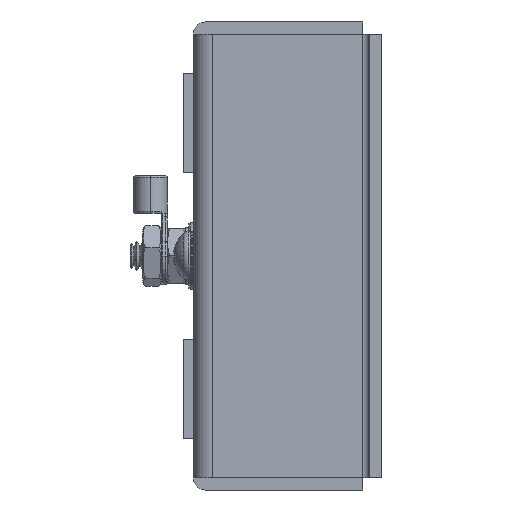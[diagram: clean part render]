
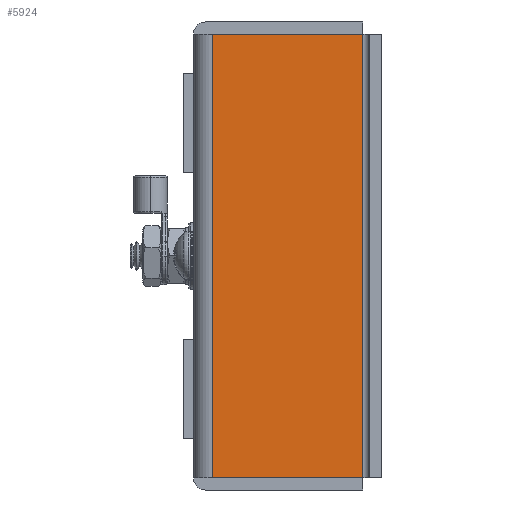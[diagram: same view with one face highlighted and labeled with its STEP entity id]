
A CAD part, left-side view. The second image highlights one B-rep face of the part: STEP entity #5924.
In plain terms, the highlighted planar face has unit normal (-1, 0, 0).
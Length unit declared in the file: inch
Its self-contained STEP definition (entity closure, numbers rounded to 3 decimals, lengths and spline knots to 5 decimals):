
#237 = FACE_OUTER_BOUND ( 'NONE', #23294, .T. ) ;
#1631 = ORIENTED_EDGE ( 'NONE', *, *, #16125, .T. ) ;
#1632 = ORIENTED_EDGE ( 'NONE', *, *, #16245, .F. ) ;
#1633 = ORIENTED_EDGE ( 'NONE', *, *, #16132, .F. ) ;
#1634 = ORIENTED_EDGE ( 'NONE', *, *, #16197, .T. ) ;
#2946 = DIRECTION ( 'NONE',  ( 0., 0., -1. ) ) ;
#2954 = CARTESIAN_POINT ( 'NONE',  ( -1.6, -0.125, 1.475 ) ) ;
#2972 = CARTESIAN_POINT ( 'NONE',  ( -1.6, -1.125, 1.475 ) ) ;
#2974 = DIRECTION ( 'NONE',  ( 0., 0., -1. ) ) ;
#3111 = CARTESIAN_POINT ( 'NONE',  ( -1.6, -0.125, -1.475 ) ) ;
#3124 = DIRECTION ( 'NONE',  ( 0., -1., 0. ) ) ;
#3395 = CARTESIAN_POINT ( 'NONE',  ( -1.6, -0.125, 1.475 ) ) ;
#3398 = DIRECTION ( 'NONE',  ( 0., -1., 0. ) ) ;
#5924 = ADVANCED_FACE ( 'NONE', ( #237 ), #15858, .F. ) ;
#10774 = LINE ( 'NONE', #2954, #10802 ) ;
#10802 = VECTOR ( 'NONE', #2946, 39.37008 ) ;
#10806 = LINE ( 'NONE', #2972, #10812 ) ;
#10812 = VECTOR ( 'NONE', #2974, 39.37008 ) ;
#10907 = LINE ( 'NONE', #3111, #10918 ) ;
#10918 = VECTOR ( 'NONE', #3124, 39.37008 ) ;
#10925 = CARTESIAN_POINT ( 'NONE',  ( -1.6, -1.125, -1.475 ) ) ;
#10926 = CARTESIAN_POINT ( 'NONE',  ( -1.6, -0.125, -1.475 ) ) ;
#10947 = CARTESIAN_POINT ( 'NONE',  ( -1.6, -0.125, 1.475 ) ) ;
#10952 = CARTESIAN_POINT ( 'NONE',  ( -1.6, -1.125, 1.475 ) ) ;
#10985 = LINE ( 'NONE', #3395, #10992 ) ;
#10992 = VECTOR ( 'NONE', #3398, 39.37008 ) ;
#13729 = AXIS2_PLACEMENT_3D ( 'NONE', #15854, #15862, #15863 ) ;
#15854 = CARTESIAN_POINT ( 'NONE',  ( -1.6, -0.125, 1.475 ) ) ;
#15858 = PLANE ( 'NONE',  #13729 ) ;
#15862 = DIRECTION ( 'NONE',  ( 1., 0., 0. ) ) ;
#15863 = DIRECTION ( 'NONE',  ( 0., 1., 0. ) ) ;
#16125 = EDGE_CURVE ( 'NONE', #22534, #22520, #10774, .T. ) ;
#16132 = EDGE_CURVE ( 'NONE', #22538, #22518, #10806, .T. ) ;
#16197 = EDGE_CURVE ( 'NONE', #22520, #22518, #10907, .T. ) ;
#16245 = EDGE_CURVE ( 'NONE', #22534, #22538, #10985, .T. ) ;
#22518 = VERTEX_POINT ( 'NONE', #10925 ) ;
#22520 = VERTEX_POINT ( 'NONE', #10926 ) ;
#22534 = VERTEX_POINT ( 'NONE', #10947 ) ;
#22538 = VERTEX_POINT ( 'NONE', #10952 ) ;
#23294 = EDGE_LOOP ( 'NONE', ( #1634, #1633, #1632, #1631 ) ) ;
